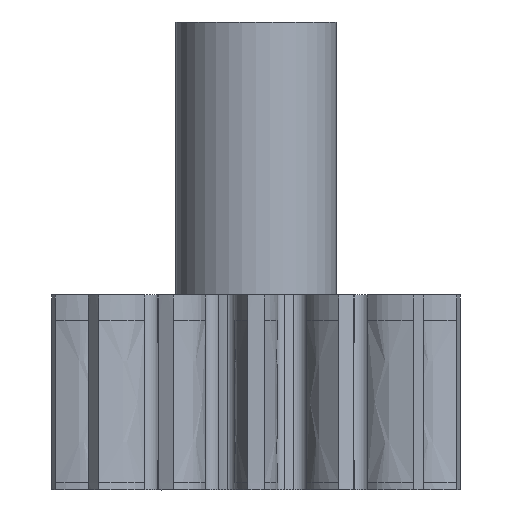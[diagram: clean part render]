
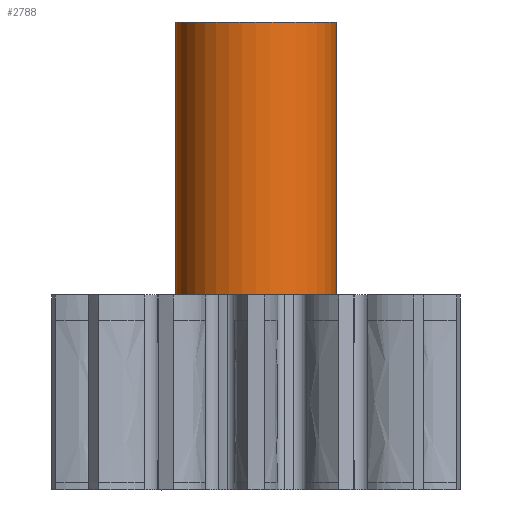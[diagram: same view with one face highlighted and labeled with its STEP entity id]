
A CAD part, front view. The second image highlights one B-rep face of the part: STEP entity #2788.
In plain terms, the highlighted cylindrical face has radius 2.2 mm (diameter 4.4 mm), a full revolution.
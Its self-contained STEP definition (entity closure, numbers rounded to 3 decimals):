
#72=CYLINDRICAL_SURFACE('',#2980,2.2);
#132=CIRCLE('',#2862,2.2);
#190=CIRCLE('',#2979,2.2);
#340=FACE_OUTER_BOUND('',#488,.T.);
#488=EDGE_LOOP('',(#2555,#2556,#2557,#2558));
#686=LINE('',#7053,#884);
#884=VECTOR('',#3536,2.2);
#1250=VERTEX_POINT('',#5866);
#1280=VERTEX_POINT('',#7050);
#1562=EDGE_CURVE('',#1250,#1250,#132,.T.);
#1705=EDGE_CURVE('',#1280,#1280,#190,.F.);
#1706=EDGE_CURVE('',#1280,#1250,#686,.T.);
#2555=ORIENTED_EDGE('',*,*,#1705,.F.);
#2556=ORIENTED_EDGE('',*,*,#1706,.T.);
#2557=ORIENTED_EDGE('',*,*,#1562,.F.);
#2558=ORIENTED_EDGE('',*,*,#1706,.F.);
#2788=ADVANCED_FACE('',(#340),#72,.T.);
#2862=AXIS2_PLACEMENT_3D('',#5867,#3213,#3214);
#2979=AXIS2_PLACEMENT_3D('',#7051,#3532,#3533);
#2980=AXIS2_PLACEMENT_3D('',#7052,#3534,#3535);
#3213=DIRECTION('center_axis',(0.,0.,
1.));
#3214=DIRECTION('ref_axis',(1.,0.,0.));
#3532=DIRECTION('center_axis',(0.,0.,1.));
#3533=DIRECTION('ref_axis',(1.,0.,0.));
#3534=DIRECTION('center_axis',(0.,0.,-1.));
#3535=DIRECTION('ref_axis',(-1.,0.,0.));
#3536=DIRECTION('',(0.,0.,1.));
#5866=CARTESIAN_POINT('',(-12.8,0.,9.5));
#5867=CARTESIAN_POINT('Origin',(-15.,0.,9.5));
#7050=CARTESIAN_POINT('',(-12.8,0.,2.));
#7051=CARTESIAN_POINT('Origin',(-15.,0.,2.));
#7052=CARTESIAN_POINT('Origin',(-15.,0.,8.));
#7053=CARTESIAN_POINT('',(-12.8,0.,8.));
